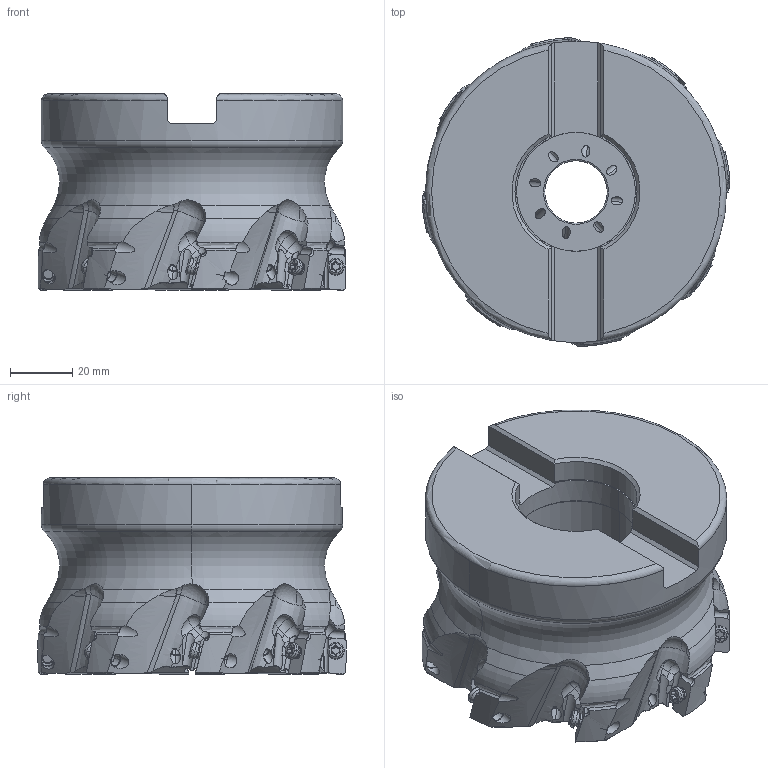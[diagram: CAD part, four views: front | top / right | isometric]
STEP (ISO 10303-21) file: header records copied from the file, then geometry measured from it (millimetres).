
FILE_DESCRIPTION(/* description */ (''),/* implementation_level */ '2;1');
FILE_NAME(/* name */ 'APX4000UR0408EA.stp',/* time_stamp */ '2021-09-08T11:43:24+09:00',/* author */ (''),/* organization */ (''),/* preprocessor_version */ 'ST-DEVELOPER v16',/* originating_system */ 'SIEMENS PLM Software NX 10.0',/* authorisation */ '');
FILE_SCHEMA (('AUTOMOTIVE_DESIGN { 1 0 10303 214 3 1 1 1 }'));
Length unit declared in the file: millimetre
Products named in the file (1): APX4000UR0408EA_ASM
Bounding box: 98.64 x 98.78 x 62.85 mm (x, y, z)
Volume: 329166.1 mm3; surface area: 44991.6 mm2
Topology: 9 solids, 9 shells, 711 faces, 2187 edges, 1476 vertices
Faces by surface type: cylinder 316, plane 157, cone 104, torus 54, sphere 48, bspline 32
Entity records: 37035 total; most frequent: CARTESIAN_POINT 17964, ORIENTED_EDGE 4310, DIRECTION 3698, EDGE_CURVE 2155, AXIS2_PLACEMENT_3D 1637, VERTEX_POINT 1465, B_SPLINE_CURVE_WITH_KNOTS 813, CIRCLE 806
